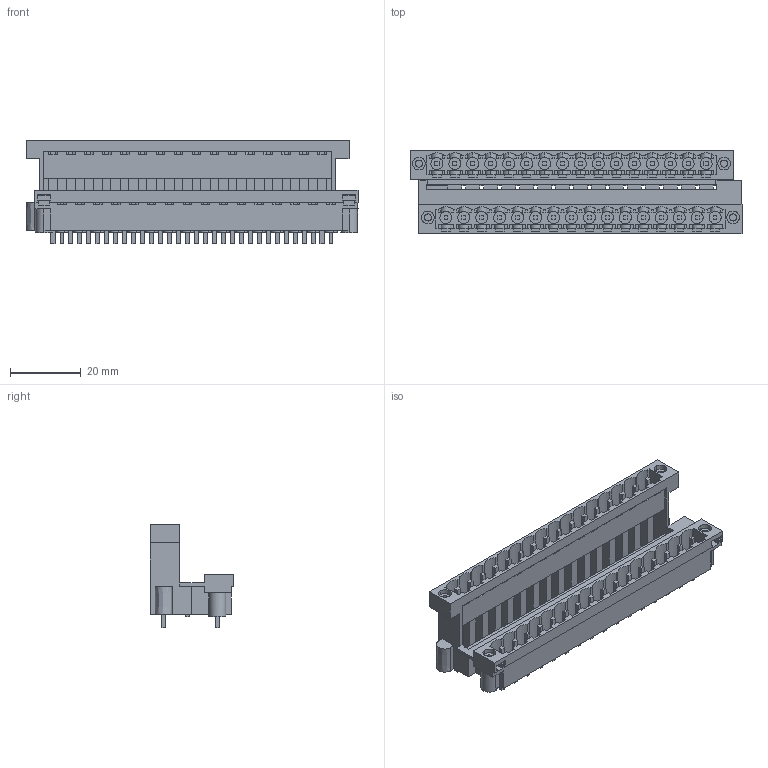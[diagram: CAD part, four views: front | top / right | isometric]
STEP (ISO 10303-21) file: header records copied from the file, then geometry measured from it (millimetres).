
FILE_DESCRIPTION(('CATIA V5 STEP Exchange','CAx-IF Rec.Pracs.--- Model Styling and Organization---1.2---2011-12-15'),'2;1');
FILE_NAME ('D1457768_0_1866320000_1866320000.stp','2018-04-19T13:04:31+00:00',('none'),('Weidmueller'),'CATIA Version 5-6 Release 2014','CATIA V5 STEP AP214','none');
FILE_SCHEMA(('AUTOMOTIVE_DESIGN { 1 0 10303 214 1 1 1 1 }'));
Length unit declared in the file: millimetre
Products named in the file (1): 1866320000
Bounding box: 93.98 x 23.67 x 29.36 mm (x, y, z)
Volume: 14081 mm3; surface area: 25528.8 mm2
Topology: 38 solids, 54 shells, 1493 faces, 4755 edges, 3313 vertices
Faces by surface type: plane 1211, cylinder 278, extrusion 4
Entity records: 49835 total; most frequent: CARTESIAN_POINT 10796, ORIENTED_EDGE 9510, DIRECTION 5897, EDGE_CURVE 4755, VECTOR 3777, LINE 3773, VERTEX_POINT 3313, EDGE_LOOP 1616
